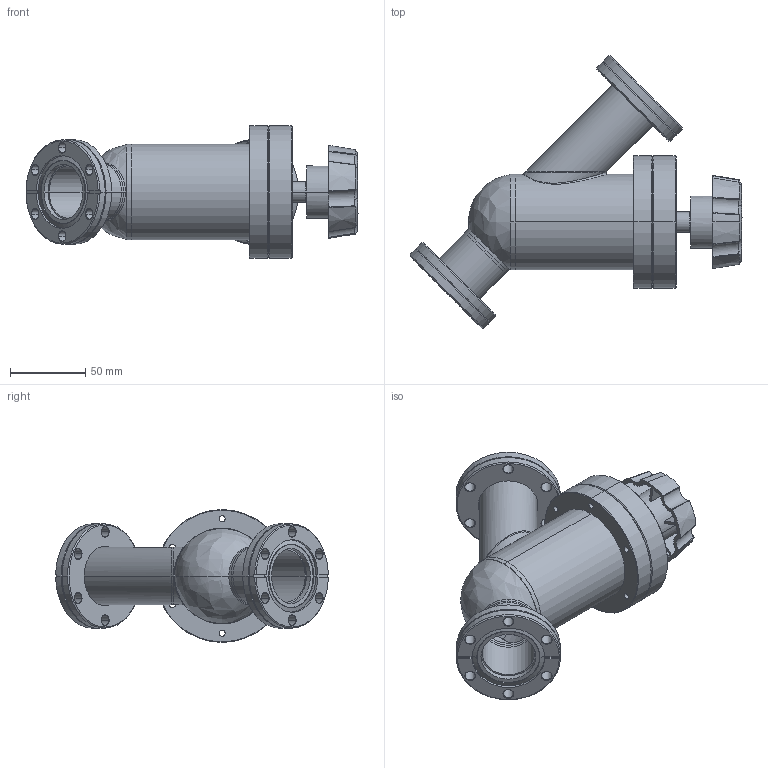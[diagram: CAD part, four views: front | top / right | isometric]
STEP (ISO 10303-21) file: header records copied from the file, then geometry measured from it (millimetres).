
FILE_DESCRIPTION (( 'STEP AP214' ), '1' );
FILE_NAME ('SVV-150-22_STRAIGHT_THRU_VALVE.STEP', '2020-04-10T07:19:31', ( 'admin' ), ( 'Microsoft' ), 'SwSTEP 2.0', 'SolidWorks 2016', '' );
FILE_SCHEMA (( 'AUTOMOTIVE_DESIGN' ));
Length unit declared in the file: inch
Products named in the file (1): SVV-150-22_STRAIGHT_THRU_VALVE
Bounding box: 220.7 x 181.28 x 88.27 mm (x, y, z)
Volume: 294395.1 mm3; surface area: 158082.8 mm2
Topology: 14 solids, 14 shells, 457 faces, 1148 edges, 737 vertices
Faces by surface type: cylinder 184, cone 146, plane 99, bspline 28
Entity records: 16930 total; most frequent: CARTESIAN_POINT 5723, DIRECTION 2333, ORIENTED_EDGE 2288, EDGE_CURVE 1144, AXIS2_PLACEMENT_3D 979, VERTEX_POINT 737, EDGE_LOOP 555, CIRCLE 549
